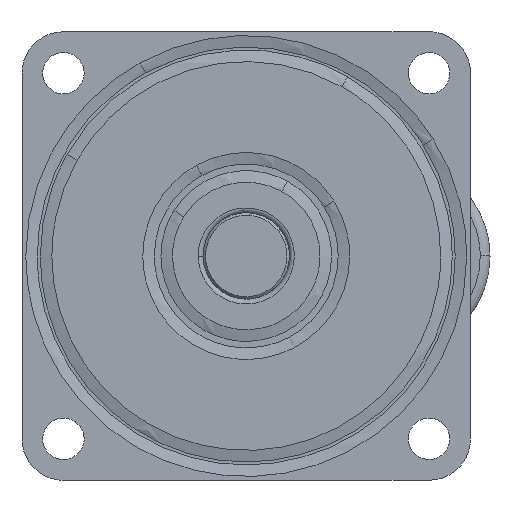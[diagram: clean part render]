
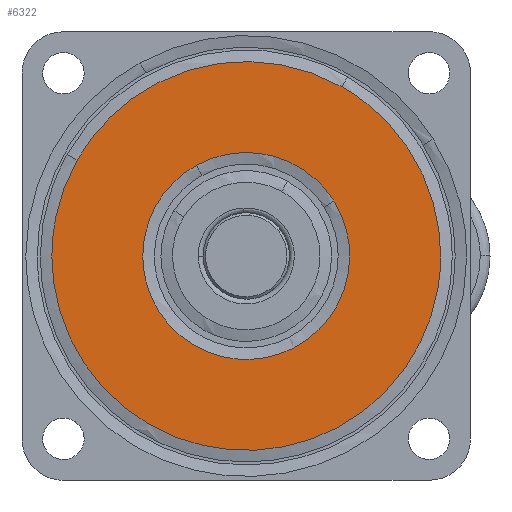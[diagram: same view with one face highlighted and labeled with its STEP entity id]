
A CAD part, top view. The second image highlights one B-rep face of the part: STEP entity #6322.
In plain terms, the highlighted free-form (B-spline) face has degree [1, 1] with [2, 2] control points.
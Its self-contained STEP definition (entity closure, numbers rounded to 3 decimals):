
#4483=CARTESIAN_POINT('',(-10.225,18.599,0.));
#4484=VERTEX_POINT('',#4483);
#4498=CARTESIAN_POINT('',(-21.225,0.0,0.0));
#4499=VERTEX_POINT('',#4498);
#4500=CARTESIAN_POINT('',(-21.225,0.0,0.0));
#4501=CARTESIAN_POINT('',(-21.225,12.552,0.0));
#4502=CARTESIAN_POINT('',(-10.225,18.599,0.));
#4510=(BOUNDED_CURVE()B_SPLINE_CURVE(2,(#4500,#4501,#4502),.UNSPECIFIED.,.F.,.U.)B_SPLINE_CURVE_WITH_KNOTS((3,3),(0.0,0.168),.UNSPECIFIED.)CURVE()GEOMETRIC_REPRESENTATION_ITEM()RATIONAL_B_SPLINE_CURVE((1.0,0.803,0.871))REPRESENTATION_ITEM(''));
#4511=EDGE_CURVE('',#4499,#4484,#4510,.T.);
#4513=CARTESIAN_POINT('',(21.225,0.0,0.0));
#4514=VERTEX_POINT('',#4513);
#4515=CARTESIAN_POINT('',(21.225,0.0,0.0));
#4516=CARTESIAN_POINT('',(21.225,-21.225,0.0));
#4517=CARTESIAN_POINT('',(0.0,-21.225,0.0));
#4518=CARTESIAN_POINT('',(-21.225,-21.225,0.0));
#4519=CARTESIAN_POINT('',(-21.225,0.0,0.0));
#4527=(BOUNDED_CURVE()B_SPLINE_CURVE(2,(#4515,#4516,#4517,#4518,#4519),.UNSPECIFIED.,.F.,.U.)B_SPLINE_CURVE_WITH_KNOTS((3,2,3),(0.5,0.75,1.0),.UNSPECIFIED.)CURVE()GEOMETRIC_REPRESENTATION_ITEM()RATIONAL_B_SPLINE_CURVE((1.0,0.707,1.0,0.707,1.0))REPRESENTATION_ITEM(''));
#4528=EDGE_CURVE('',#4514,#4499,#4527,.T.);
#4530=CARTESIAN_POINT('',(17.984,11.272,0.));
#4531=VERTEX_POINT('',#4530);
#4532=CARTESIAN_POINT('',(17.984,11.272,0.));
#4533=CARTESIAN_POINT('',(21.225,6.102,0.0));
#4534=CARTESIAN_POINT('',(21.225,0.0,0.0));
#4542=(BOUNDED_CURVE()B_SPLINE_CURVE(2,(#4532,#4533,#4534),.UNSPECIFIED.,.F.,.U.)B_SPLINE_CURVE_WITH_KNOTS((3,3),(0.409,0.5),.UNSPECIFIED.)CURVE()GEOMETRIC_REPRESENTATION_ITEM()RATIONAL_B_SPLINE_CURVE((0.864,0.894,1.0))REPRESENTATION_ITEM(''));
#4543=EDGE_CURVE('',#4531,#4514,#4542,.T.);
#4594=CARTESIAN_POINT('',(-10.225,18.599,0.));
#4595=CARTESIAN_POINT('',(-5.45,21.225,0.0));
#4596=CARTESIAN_POINT('',(0.0,21.225,0.0));
#4597=CARTESIAN_POINT('',(11.746,21.225,0.0));
#4598=CARTESIAN_POINT('',(17.984,11.272,0.));
#4606=(BOUNDED_CURVE()B_SPLINE_CURVE(2,(#4594,#4595,#4596,#4597,#4598),.UNSPECIFIED.,.F.,.U.)B_SPLINE_CURVE_WITH_KNOTS((3,2,3),(0.168,0.25,0.409),.UNSPECIFIED.)CURVE()GEOMETRIC_REPRESENTATION_ITEM()RATIONAL_B_SPLINE_CURVE((0.871,0.904,1.0,0.814,0.864))REPRESENTATION_ITEM(''));
#4607=EDGE_CURVE('',#4484,#4531,#4606,.T.);
#5119=CARTESIAN_POINT('',(19.648,34.699,0.));
#5120=VERTEX_POINT('',#5119);
#5134=CARTESIAN_POINT('',(39.875,0.0,0.0));
#5135=VERTEX_POINT('',#5134);
#5136=CARTESIAN_POINT('',(39.875,0.0,0.0));
#5137=CARTESIAN_POINT('',(39.875,23.245,0.0));
#5138=CARTESIAN_POINT('',(19.648,34.699,0.));
#5146=(BOUNDED_CURVE()B_SPLINE_CURVE(2,(#5136,#5137,#5138),.UNSPECIFIED.,.F.,.U.)B_SPLINE_CURVE_WITH_KNOTS((3,3),(0.5,0.666),.UNSPECIFIED.)CURVE()GEOMETRIC_REPRESENTATION_ITEM()RATIONAL_B_SPLINE_CURVE((1.0,0.805,0.869))REPRESENTATION_ITEM(''));
#5147=EDGE_CURVE('',#5135,#5120,#5146,.T.);
#5149=CARTESIAN_POINT('',(-39.875,0.0,0.0));
#5150=VERTEX_POINT('',#5149);
#5151=CARTESIAN_POINT('',(-39.875,0.0,0.0));
#5152=CARTESIAN_POINT('',(-39.875,-39.875,0.0));
#5153=CARTESIAN_POINT('',(0.0,-39.875,0.0));
#5154=CARTESIAN_POINT('',(39.875,-39.875,0.0));
#5155=CARTESIAN_POINT('',(39.875,0.0,0.0));
#5163=(BOUNDED_CURVE()B_SPLINE_CURVE(2,(#5151,#5152,#5153,#5154,#5155),.UNSPECIFIED.,.F.,.U.)B_SPLINE_CURVE_WITH_KNOTS((3,2,3),(0.0,0.25,0.5),.UNSPECIFIED.)CURVE()GEOMETRIC_REPRESENTATION_ITEM()RATIONAL_B_SPLINE_CURVE((1.0,0.707,1.0,0.707,1.0))REPRESENTATION_ITEM(''));
#5164=EDGE_CURVE('',#5150,#5135,#5163,.T.);
#5166=CARTESIAN_POINT('',(-34.699,19.648,0.));
#5167=VERTEX_POINT('',#5166);
#5168=CARTESIAN_POINT('',(-34.699,19.648,0.));
#5169=CARTESIAN_POINT('',(-39.875,10.506,0.0));
#5170=CARTESIAN_POINT('',(-39.875,0.0,0.0));
#5178=(BOUNDED_CURVE()B_SPLINE_CURVE(2,(#5168,#5169,#5170),.UNSPECIFIED.,.F.,.U.)B_SPLINE_CURVE_WITH_KNOTS((3,3),(0.916,1.0),.UNSPECIFIED.)CURVE()GEOMETRIC_REPRESENTATION_ITEM()RATIONAL_B_SPLINE_CURVE((0.869,0.902,1.0))REPRESENTATION_ITEM(''));
#5179=EDGE_CURVE('',#5167,#5150,#5178,.T.);
#5230=CARTESIAN_POINT('',(19.648,34.699,0.));
#5231=CARTESIAN_POINT('',(10.506,39.875,0.0));
#5232=CARTESIAN_POINT('',(0.0,39.875,0.0));
#5233=CARTESIAN_POINT('',(-23.245,39.875,0.0));
#5234=CARTESIAN_POINT('',(-34.699,19.648,0.));
#5242=(BOUNDED_CURVE()B_SPLINE_CURVE(2,(#5230,#5231,#5232,#5233,#5234),.UNSPECIFIED.,.F.,.U.)B_SPLINE_CURVE_WITH_KNOTS((3,2,3),(0.666,0.75,0.916),.UNSPECIFIED.)CURVE()GEOMETRIC_REPRESENTATION_ITEM()RATIONAL_B_SPLINE_CURVE((0.869,0.902,1.0,0.805,0.869))REPRESENTATION_ITEM(''));
#5243=EDGE_CURVE('',#5120,#5167,#5242,.T.);
#6305=CARTESIAN_POINT('',(-43.859,43.857,0.0));
#6306=CARTESIAN_POINT('',(43.859,43.857,0.0));
#6307=CARTESIAN_POINT('',(-43.859,-43.859,0.0));
#6308=CARTESIAN_POINT('',(43.859,-43.859,0.0));
#6309=B_SPLINE_SURFACE_WITH_KNOTS('',1,1,((#6305,#6307),(#6306,#6308)),.UNSPECIFIED.,.F.,.F.,.U.,(2,2),(2,2),(0.0,87.717),(0.0,87.716),.UNSPECIFIED.);
#6310=ORIENTED_EDGE('',*,*,#5164,.T.);
#6311=ORIENTED_EDGE('',*,*,#5147,.T.);
#6312=ORIENTED_EDGE('',*,*,#5243,.T.);
#6313=ORIENTED_EDGE('',*,*,#5179,.T.);
#6314=EDGE_LOOP('',(#6310,#6311,#6312,#6313));
#6315=FACE_OUTER_BOUND('',#6314,.T.);
#6316=ORIENTED_EDGE('',*,*,#4528,.T.);
#6317=ORIENTED_EDGE('',*,*,#4511,.T.);
#6318=ORIENTED_EDGE('',*,*,#4607,.T.);
#6319=ORIENTED_EDGE('',*,*,#4543,.T.);
#6320=EDGE_LOOP('',(#6316,#6317,#6318,#6319));
#6321=FACE_BOUND('',#6320,.T.);
#6322=ADVANCED_FACE('',(#6315,#6321),#6309,.F.);
